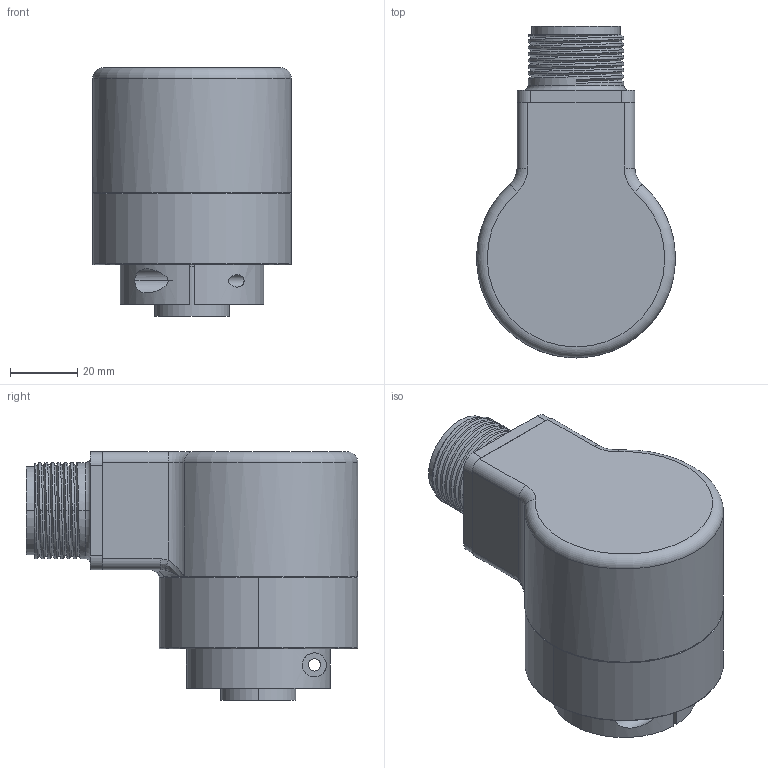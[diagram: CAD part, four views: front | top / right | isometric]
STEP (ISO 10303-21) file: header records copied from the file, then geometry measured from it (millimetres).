
FILE_DESCRIPTION((''),'2;1');
FILE_NAME('HSD25-SINGLE','2011-04-06T',('abhishek.jadhav'),(''),'PRO/ENGINEER BY PARAMETRIC TECHNOLOGY CORPORATION, 2007030','PRO/ENGINEER BY PARAMETRIC TECHNOLOGY CORPORATION, 2007030','');
FILE_SCHEMA(('CONFIG_CONTROL_DESIGN'));
Length unit declared in the file: inch
Products named in the file (1): HSD25-SINGLE
Bounding box: 58.93 x 98.32 x 73.66 mm (x, y, z)
Surface area: 34727.3 mm2 (no closed solid volume)
Topology: 0 solids, 6 shells, 178 faces, 457 edges, 277 vertices
Faces by surface type: cylinder 91, plane 31, cone 20, sphere 20, bspline 8, torus 8
Entity records: 7521 total; most frequent: CARTESIAN_POINT 3279, DIRECTION 923, ORIENTED_EDGE 808, EDGE_CURVE 429, AXIS2_PLACEMENT_3D 378, VERTEX_POINT 277, EDGE_LOOP 213, CIRCLE 208
